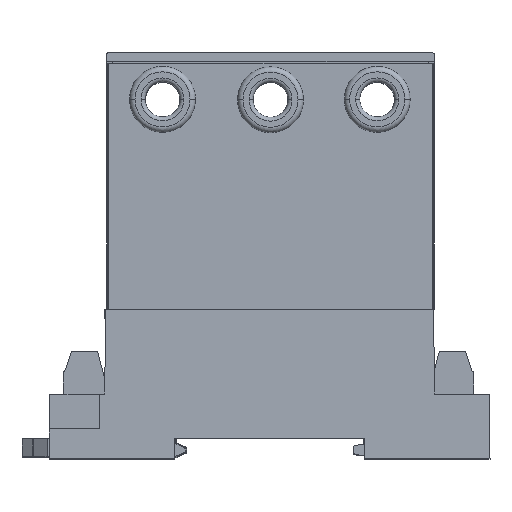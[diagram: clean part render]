
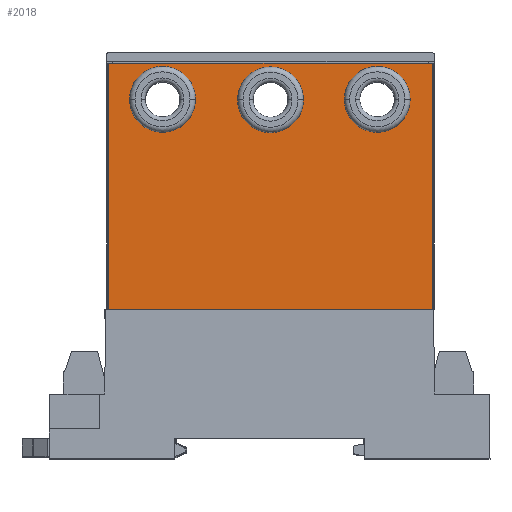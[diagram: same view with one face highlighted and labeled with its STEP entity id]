
A CAD part, top view. The second image highlights one B-rep face of the part: STEP entity #2018.
In plain terms, the highlighted planar face has unit normal (0, 0, 1).
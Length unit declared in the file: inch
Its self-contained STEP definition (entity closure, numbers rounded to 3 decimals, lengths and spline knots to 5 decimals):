
#803 = EDGE_LOOP ( 'NONE', ( #2032, #2081 ) ) ;
#1555 = VERTEX_POINT ( 'NONE', #8339 ) ;
#1558 = EDGE_CURVE ( 'NONE', #1559, #1555, #8337, .T. ) ;
#1559 = VERTEX_POINT ( 'NONE', #8333 ) ;
#1808 = VERTEX_POINT ( 'NONE', #8658 ) ;
#1820 = EDGE_CURVE ( 'NONE', #1555, #2022, #8630, .T. ) ;
#1954 = EDGE_CURVE ( 'NONE', #1559, #2028, #8994, .T. ) ;
#2004 = EDGE_CURVE ( 'NONE', #2033, #2034, #8841, .T. ) ;
#2005 = EDGE_CURVE ( 'NONE', #1808, #2045, #8836, .T. ) ;
#2006 = EDGE_LOOP ( 'NONE', ( #2046, #2082 ) ) ;
#2013 = EDGE_CURVE ( 'NONE', #2045, #1808, #8808, .T. ) ;
#2018 = ADVANCED_FACE ( 'NONE', ( #9204, #9203, #9019, #9018 ), #9205, .T. ) ;
#2022 = VERTEX_POINT ( 'NONE', #9045 ) ;
#2028 = VERTEX_POINT ( 'NONE', #9034 ) ;
#2030 = EDGE_CURVE ( 'NONE', #2022, #2028, #9033, .T. ) ;
#2032 = ORIENTED_EDGE ( 'NONE', *, *, #2013, .F. ) ;
#2033 = VERTEX_POINT ( 'NONE', #9023 ) ;
#2034 = VERTEX_POINT ( 'NONE', #9022 ) ;
#2042 = EDGE_CURVE ( 'NONE', #2049, #2043, #9256, .T. ) ;
#2043 = VERTEX_POINT ( 'NONE', #9251 ) ;
#2044 = ORIENTED_EDGE ( 'NONE', *, *, #2050, .F. ) ;
#2045 = VERTEX_POINT ( 'NONE', #9250 ) ;
#2046 = ORIENTED_EDGE ( 'NONE', *, *, #2004, .F. ) ;
#2047 = EDGE_CURVE ( 'NONE', #2034, #2033, #9249, .T. ) ;
#2048 = ORIENTED_EDGE ( 'NONE', *, *, #2042, .F. ) ;
#2049 = VERTEX_POINT ( 'NONE', #9244 ) ;
#2050 = EDGE_CURVE ( 'NONE', #2043, #2049, #9243, .T. ) ;
#2051 = EDGE_LOOP ( 'NONE', ( #2052, #2053, #2071, #2072 ) ) ;
#2052 = ORIENTED_EDGE ( 'NONE', *, *, #1954, .F. ) ;
#2053 = ORIENTED_EDGE ( 'NONE', *, *, #1558, .T. ) ;
#2071 = ORIENTED_EDGE ( 'NONE', *, *, #1820, .T. ) ;
#2072 = ORIENTED_EDGE ( 'NONE', *, *, #2030, .T. ) ;
#2081 = ORIENTED_EDGE ( 'NONE', *, *, #2005, .F. ) ;
#2082 = ORIENTED_EDGE ( 'NONE', *, *, #2047, .F. ) ;
#2083 = EDGE_LOOP ( 'NONE', ( #2048, #2044 ) ) ;
#8333 = CARTESIAN_POINT ( 'NONE',  ( -1.6277, 1.24853, -0.33096 ) ) ;
#8334 = DIRECTION ( 'NONE',  ( 0., -1., 0. ) ) ;
#8335 = VECTOR ( 'NONE', #8334, 39.37008 ) ;
#8336 = CARTESIAN_POINT ( 'NONE',  ( -1.6277, -0.59647, -0.33096 ) ) ;
#8337 = LINE ( 'NONE', #8336, #8335 ) ;
#8339 = CARTESIAN_POINT ( 'NONE',  ( -1.6277, -0.59647, -0.33096 ) ) ;
#8627 = DIRECTION ( 'NONE',  ( 1., 0., 0. ) ) ;
#8628 = VECTOR ( 'NONE', #8627, 39.37008 ) ;
#8629 = CARTESIAN_POINT ( 'NONE',  ( -1.63753, -0.59647, -0.33096 ) ) ;
#8630 = LINE ( 'NONE', #8629, #8628 ) ;
#8658 = CARTESIAN_POINT ( 'NONE',  ( -1.36962, 0.97653, -0.33096 ) ) ;
#8804 = DIRECTION ( 'NONE',  ( 1., 0., 0. ) ) ;
#8805 = DIRECTION ( 'NONE',  ( 0., 0., 1. ) ) ;
#8806 = CARTESIAN_POINT ( 'NONE',  ( -1.22212, 0.97653, -0.33096 ) ) ;
#8807 = AXIS2_PLACEMENT_3D ( 'NONE', #8806, #8805, #8804 ) ;
#8808 = CIRCLE ( 'NONE', #8807, 0.1475 ) ;
#8832 = DIRECTION ( 'NONE',  ( 1., 0., 0. ) ) ;
#8833 = DIRECTION ( 'NONE',  ( 0., 0., 1. ) ) ;
#8834 = CARTESIAN_POINT ( 'NONE',  ( -1.22212, 0.97653, -0.33096 ) ) ;
#8835 = AXIS2_PLACEMENT_3D ( 'NONE', #8834, #8833, #8832 ) ;
#8836 = CIRCLE ( 'NONE', #8835, 0.1475 ) ;
#8837 = DIRECTION ( 'NONE',  ( 1., 0., 0. ) ) ;
#8838 = DIRECTION ( 'NONE',  ( 0., 0., 1. ) ) ;
#8839 = CARTESIAN_POINT ( 'NONE',  ( 0.37788, 0.97653, -0.33096 ) ) ;
#8840 = AXIS2_PLACEMENT_3D ( 'NONE', #8839, #8838, #8837 ) ;
#8841 = CIRCLE ( 'NONE', #8840, 0.1475 ) ;
#8991 = DIRECTION ( 'NONE',  ( 1., 0., 0. ) ) ;
#8992 = VECTOR ( 'NONE', #8991, 39.37008 ) ;
#8993 = CARTESIAN_POINT ( 'NONE',  ( -1.63753, 1.24853, -0.33096 ) ) ;
#8994 = LINE ( 'NONE', #8993, #8992 ) ;
#9017 = AXIS2_PLACEMENT_3D ( 'NONE', #9087, #9086, #9085 ) ;
#9018 = FACE_OUTER_BOUND ( 'NONE', #2051, .T. ) ;
#9019 = FACE_BOUND ( 'NONE', #2083, .T. ) ;
#9022 = CARTESIAN_POINT ( 'NONE',  ( 0.23038, 0.97653, -0.33096 ) ) ;
#9023 = CARTESIAN_POINT ( 'NONE',  ( 0.52538, 0.97653, -0.33096 ) ) ;
#9030 = DIRECTION ( 'NONE',  ( 0., 1., 0. ) ) ;
#9031 = VECTOR ( 'NONE', #9030, 39.37008 ) ;
#9032 = CARTESIAN_POINT ( 'NONE',  ( 0.78345, -0.59647, -0.33096 ) ) ;
#9033 = LINE ( 'NONE', #9032, #9031 ) ;
#9034 = CARTESIAN_POINT ( 'NONE',  ( 0.78345, 1.24853, -0.33096 ) ) ;
#9045 = CARTESIAN_POINT ( 'NONE',  ( 0.78345, -0.59647, -0.33096 ) ) ;
#9085 = DIRECTION ( 'NONE',  ( 1., 0., 0. ) ) ;
#9086 = DIRECTION ( 'NONE',  ( 0., 0., 1. ) ) ;
#9087 = CARTESIAN_POINT ( 'NONE',  ( -1.63753, -0.59647, -0.33096 ) ) ;
#9203 = FACE_BOUND ( 'NONE', #2006, .T. ) ;
#9204 = FACE_BOUND ( 'NONE', #803, .T. ) ;
#9205 = PLANE ( 'NONE',  #9017 ) ;
#9239 = DIRECTION ( 'NONE',  ( 1., 0., 0. ) ) ;
#9240 = DIRECTION ( 'NONE',  ( 0., 0., 1. ) ) ;
#9241 = CARTESIAN_POINT ( 'NONE',  ( -0.42212, 0.97653, -0.33096 ) ) ;
#9242 = AXIS2_PLACEMENT_3D ( 'NONE', #9241, #9240, #9239 ) ;
#9243 = CIRCLE ( 'NONE', #9242, 0.1475 ) ;
#9244 = CARTESIAN_POINT ( 'NONE',  ( -0.27462, 0.97653, -0.33096 ) ) ;
#9245 = DIRECTION ( 'NONE',  ( 1., 0., 0. ) ) ;
#9246 = DIRECTION ( 'NONE',  ( 0., 0., 1. ) ) ;
#9247 = CARTESIAN_POINT ( 'NONE',  ( 0.37788, 0.97653, -0.33096 ) ) ;
#9248 = AXIS2_PLACEMENT_3D ( 'NONE', #9247, #9246, #9245 ) ;
#9249 = CIRCLE ( 'NONE', #9248, 0.1475 ) ;
#9250 = CARTESIAN_POINT ( 'NONE',  ( -1.07462, 0.97653, -0.33096 ) ) ;
#9251 = CARTESIAN_POINT ( 'NONE',  ( -0.56962, 0.97653, -0.33096 ) ) ;
#9252 = DIRECTION ( 'NONE',  ( 1., 0., 0. ) ) ;
#9253 = DIRECTION ( 'NONE',  ( 0., 0., 1. ) ) ;
#9254 = CARTESIAN_POINT ( 'NONE',  ( -0.42212, 0.97653, -0.33096 ) ) ;
#9255 = AXIS2_PLACEMENT_3D ( 'NONE', #9254, #9253, #9252 ) ;
#9256 = CIRCLE ( 'NONE', #9255, 0.1475 ) ;
